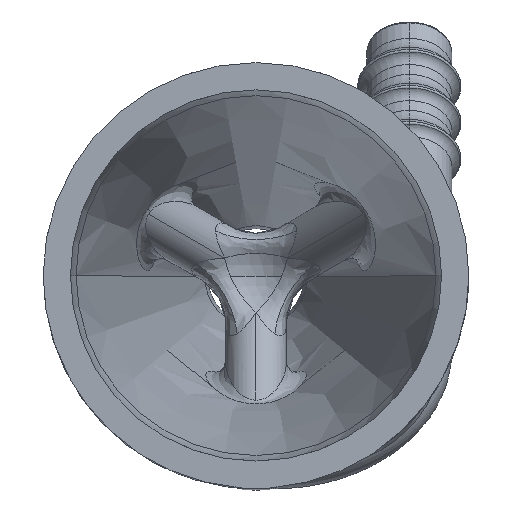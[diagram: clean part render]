
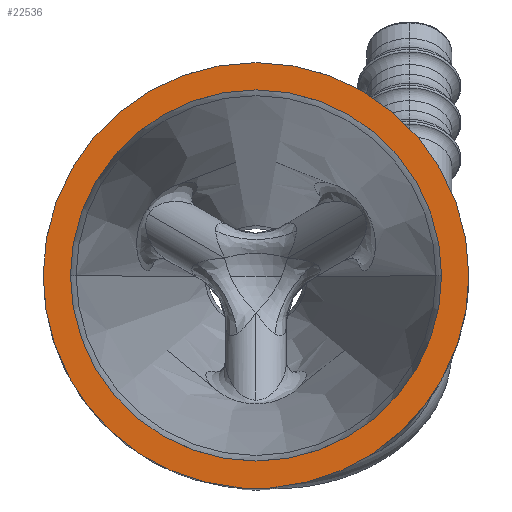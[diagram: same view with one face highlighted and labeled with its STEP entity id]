
A CAD part, top view. The second image highlights one B-rep face of the part: STEP entity #22536.
In plain terms, the highlighted planar face has unit normal (0, 0, 1).
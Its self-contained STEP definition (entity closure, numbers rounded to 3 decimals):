
#166 = CARTESIAN_POINT ( 'NONE',  ( 0.8, -12.5, 0. ) ) ;
#224 = VECTOR ( 'NONE', #29585, 1000. ) ;
#1049 = ORIENTED_EDGE ( 'NONE', *, *, #6313, .T. ) ;
#1102 = DIRECTION ( 'NONE',  ( 0., 0., -1. ) ) ;
#1859 = CARTESIAN_POINT ( 'NONE',  ( 0., 0., 0. ) ) ;
#1997 = CARTESIAN_POINT ( 'NONE',  ( -10.9, 0., 0. ) ) ;
#2796 = DIRECTION ( 'NONE',  ( 1., 0., 0. ) ) ;
#3230 = FACE_BOUND ( 'NONE', #33634, .T. ) ;
#3776 = DIRECTION ( 'NONE',  ( 0., 0., -1. ) ) ;
#3782 = VERTEX_POINT ( 'NONE', #4457 ) ;
#3909 = EDGE_CURVE ( 'NONE', #20340, #29765, #23446, .T. ) ;
#4457 = CARTESIAN_POINT ( 'NONE',  ( 0.8, -12.5, 0. ) ) ;
#4709 = CARTESIAN_POINT ( 'NONE',  ( 12.5, 0., 0. ) ) ;
#4808 = CIRCLE ( 'NONE', #22656, 10.9 ) ;
#5782 = CIRCLE ( 'NONE', #6981, 0.8 ) ;
#6139 = AXIS2_PLACEMENT_3D ( 'NONE', #17183, #3776, #16941 ) ;
#6313 = EDGE_CURVE ( 'NONE', #9438, #31141, #5782, .T. ) ;
#6981 = AXIS2_PLACEMENT_3D ( 'NONE', #11576, #1102, #17077 ) ;
#7235 = DIRECTION ( 'NONE',  ( 1., 0., 0. ) ) ;
#7650 = EDGE_CURVE ( 'NONE', #3782, #34072, #22127, .T. ) ;
#7776 = ORIENTED_EDGE ( 'NONE', *, *, #19118, .F. ) ;
#8192 = DIRECTION ( 'NONE',  ( 0., 0., 1. ) ) ;
#8341 = ORIENTED_EDGE ( 'NONE', *, *, #3909, .T. ) ;
#8515 = AXIS2_PLACEMENT_3D ( 'NONE', #15723, #34680, #32099 ) ;
#9160 = DIRECTION ( 'NONE',  ( 0., 0., 1. ) ) ;
#9438 = VERTEX_POINT ( 'NONE', #18357 ) ;
#10276 = EDGE_CURVE ( 'NONE', #34072, #20340, #21261, .T. ) ;
#10753 = LINE ( 'NONE', #166, #224 ) ;
#11576 = CARTESIAN_POINT ( 'NONE',  ( -1.056, -13.258, 0. ) ) ;
#11630 = ORIENTED_EDGE ( 'NONE', *, *, #27437, .F. ) ;
#12334 = VERTEX_POINT ( 'NONE', #1997 ) ;
#12891 = ORIENTED_EDGE ( 'NONE', *, *, #10276, .T. ) ;
#14557 = DIRECTION ( 'NONE',  ( 1., 0., 0. ) ) ;
#14969 = ORIENTED_EDGE ( 'NONE', *, *, #7650, .T. ) ;
#15073 = EDGE_CURVE ( 'NONE', #29765, #9438, #34239, .T. ) ;
#15641 = AXIS2_PLACEMENT_3D ( 'NONE', #29080, #23352, #26113 ) ;
#15723 = CARTESIAN_POINT ( 'NONE',  ( 0., 0., 0. ) ) ;
#16941 = DIRECTION ( 'NONE',  ( 1., 0., 0. ) ) ;
#17077 = DIRECTION ( 'NONE',  ( 1., 0., 0. ) ) ;
#17183 = CARTESIAN_POINT ( 'NONE',  ( 1.056, -13.258, 0. ) ) ;
#18357 = CARTESIAN_POINT ( 'NONE',  ( -0.992, -12.461, 0. ) ) ;
#18775 = EDGE_LOOP ( 'NONE', ( #12891, #8341, #34059, #1049, #23672, #14969 ) ) ;
#19086 = VERTEX_POINT ( 'NONE', #20996 ) ;
#19118 = EDGE_CURVE ( 'NONE', #12334, #19086, #28662, .T. ) ;
#19562 = AXIS2_PLACEMENT_3D ( 'NONE', #28245, #9160, #14557 ) ;
#19888 = CARTESIAN_POINT ( 'NONE',  ( -12.5, 0., 0. ) ) ;
#20340 = VERTEX_POINT ( 'NONE', #4709 ) ;
#20996 = CARTESIAN_POINT ( 'NONE',  ( 10.9, 0., 0. ) ) ;
#21261 = CIRCLE ( 'NONE', #26768, 12.5 ) ;
#21422 = DIRECTION ( 'NONE',  ( 1., 0., 0. ) ) ;
#22061 = CARTESIAN_POINT ( 'NONE',  ( -0.8, -12.5, 0. ) ) ;
#22127 = CIRCLE ( 'NONE', #6139, 0.8 ) ;
#22536 = ADVANCED_FACE ( 'NONE', ( #3230, #31053 ), #27147, .T. ) ;
#22656 = AXIS2_PLACEMENT_3D ( 'NONE', #27012, #29965, #21422 ) ;
#23352 = DIRECTION ( 'NONE',  ( 0., 0., 1. ) ) ;
#23446 = CIRCLE ( 'NONE', #8515, 12.5 ) ;
#23672 = ORIENTED_EDGE ( 'NONE', *, *, #26839, .F. ) ;
#24510 = CARTESIAN_POINT ( 'NONE',  ( 0., 0., 0. ) ) ;
#26113 = DIRECTION ( 'NONE',  ( 1., 0., 0. ) ) ;
#26768 = AXIS2_PLACEMENT_3D ( 'NONE', #1859, #31393, #7235 ) ;
#26839 = EDGE_CURVE ( 'NONE', #3782, #31141, #10753, .T. ) ;
#27012 = CARTESIAN_POINT ( 'NONE',  ( 0., 0., 0. ) ) ;
#27147 = PLANE ( 'NONE',  #29456 ) ;
#27437 = EDGE_CURVE ( 'NONE', #19086, #12334, #4808, .T. ) ;
#28245 = CARTESIAN_POINT ( 'NONE',  ( 0., 0., 0. ) ) ;
#28662 = CIRCLE ( 'NONE', #15641, 10.9 ) ;
#29080 = CARTESIAN_POINT ( 'NONE',  ( 0., 0., 0. ) ) ;
#29456 = AXIS2_PLACEMENT_3D ( 'NONE', #24510, #8192, #2796 ) ;
#29585 = DIRECTION ( 'NONE',  ( -1., 0., 0. ) ) ;
#29765 = VERTEX_POINT ( 'NONE', #19888 ) ;
#29965 = DIRECTION ( 'NONE',  ( 0., 0., 1. ) ) ;
#31053 = FACE_OUTER_BOUND ( 'NONE', #18775, .T. ) ;
#31141 = VERTEX_POINT ( 'NONE', #22061 ) ;
#31296 = CARTESIAN_POINT ( 'NONE',  ( 0.992, -12.461, 0. ) ) ;
#31393 = DIRECTION ( 'NONE',  ( 0., 0., 1. ) ) ;
#32099 = DIRECTION ( 'NONE',  ( 1., 0., 0. ) ) ;
#33634 = EDGE_LOOP ( 'NONE', ( #11630, #7776 ) ) ;
#34059 = ORIENTED_EDGE ( 'NONE', *, *, #15073, .T. ) ;
#34072 = VERTEX_POINT ( 'NONE', #31296 ) ;
#34239 = CIRCLE ( 'NONE', #19562, 12.5 ) ;
#34680 = DIRECTION ( 'NONE',  ( 0., 0., 1. ) ) ;
